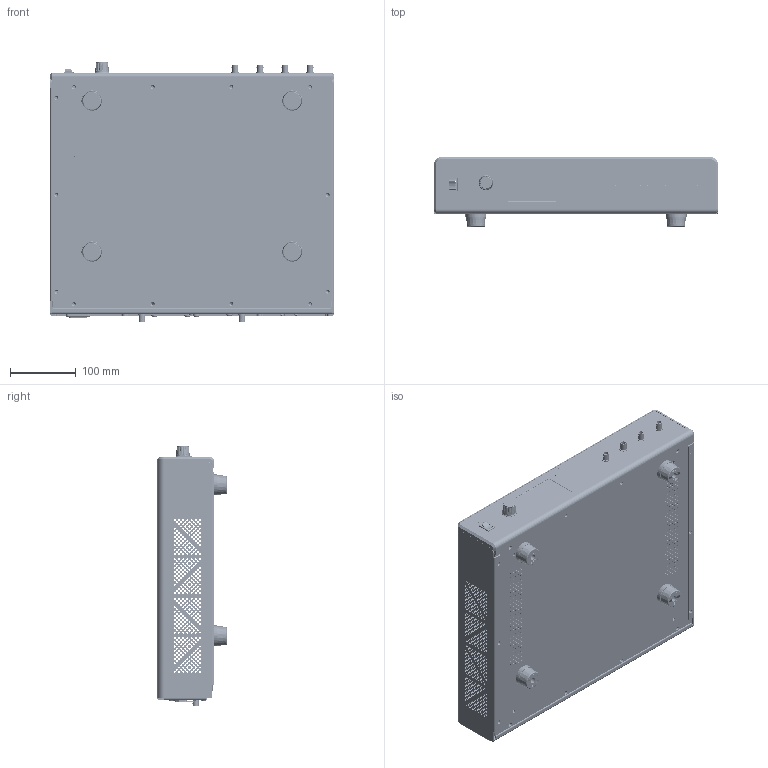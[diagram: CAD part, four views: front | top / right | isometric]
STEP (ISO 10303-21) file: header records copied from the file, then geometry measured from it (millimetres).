
FILE_DESCRIPTION (( 'STEP AP214' ), '1' );
FILE_NAME ('TTN259999-E0W-3.STEP', '2021-10-06T18:31:40', ( '' ), ( '' ), 'SwSTEP 2.0', 'SolidWorks 2018', '' );
FILE_SCHEMA (( 'AUTOMOTIVE_DESIGN' ));
Length unit declared in the file: inch
Products named in the file (1): TTN259999-E0W-3
Bounding box: 432 x 105.25 x 396.34 mm (x, y, z)
Surface area: 981262.7 mm2 (no closed solid volume)
Topology: 0 solids, 210 shells, 3445 faces, 12697 edges, 9455 vertices
Faces by surface type: cylinder 2057, plane 882, cone 273, bspline 157, torus 74, sphere 2
Full cylindrical faces by diameter (mm): 1.778 x5, 1.98 x3, 2 x398, 2.4 x1, 2.459 x6, 2.5 x4, 3.175 x264, 3.2 x896, 3.4 x15, 3.48 x2, 4.318 x8, 4.35 x2, 4.37 x1, 4.5 x4, 4.7 x2, 5.42 x4, 5.563 x2, 6 x7, 6.793 x4, 9 x4, 9.652 x4, 9.67 x2, 10.795 x8, 12.7 x6, 12.9 x4, 13.9 x4, 16.9 x4, 17.526 x1, 17.9 x4, 20.9 x4
Entity records: 218388 total; most frequent: CARTESIAN_POINT 71386, DIRECTION 19565, ORIENTED_EDGE 17225, EDGE_CURVE 10425, VERTEX_POINT 8996, EDGE_LOOP 8809, AXIS2_PLACEMENT_3D 7940, FACE_OUTER_BOUND 5123
